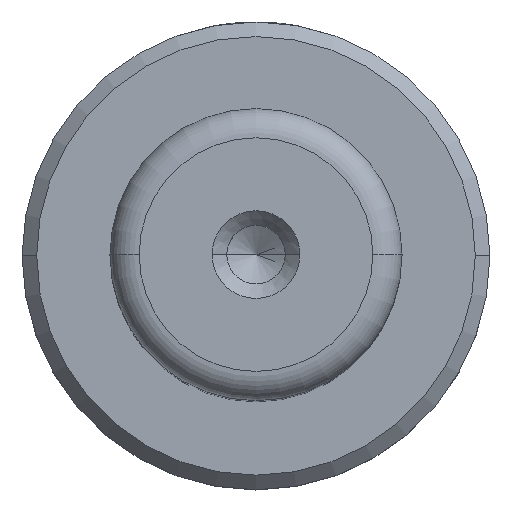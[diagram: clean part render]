
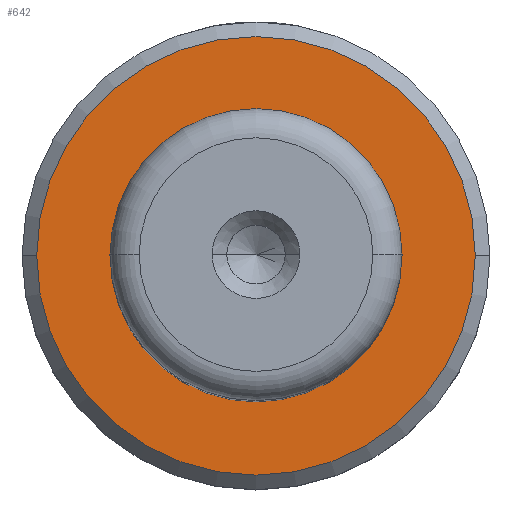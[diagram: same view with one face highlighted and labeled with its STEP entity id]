
A CAD part, top view. The second image highlights one B-rep face of the part: STEP entity #642.
In plain terms, the highlighted planar face has unit normal (0, 0, 1).
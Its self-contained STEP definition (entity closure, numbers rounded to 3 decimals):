
#49 = ORIENTED_EDGE ( 'NONE', *, *, #1424, .T. ) ;
#67 = FACE_BOUND ( 'NONE', #569, .T. ) ;
#103 = PLANE ( 'NONE',  #332 ) ;
#253 = DIRECTION ( 'NONE',  ( 0., 0., 1. ) ) ;
#287 = CARTESIAN_POINT ( 'NONE',  ( 0., 0., 13. ) ) ;
#320 = AXIS2_PLACEMENT_3D ( 'NONE', #1631, #680, #1795 ) ;
#332 = AXIS2_PLACEMENT_3D ( 'NONE', #1075, #921, #1544 ) ;
#340 = ORIENTED_EDGE ( 'NONE', *, *, #1475, .T. ) ;
#459 = DIRECTION ( 'NONE',  ( 1., 0., 0. ) ) ;
#484 = CARTESIAN_POINT ( 'NONE',  ( 0., 0., 13. ) ) ;
#524 = EDGE_LOOP ( 'NONE', ( #1937, #49 ) ) ;
#569 = EDGE_LOOP ( 'NONE', ( #340, #1882 ) ) ;
#609 = CIRCLE ( 'NONE', #320, 4.495 ) ;
#613 = EDGE_CURVE ( 'NONE', #1710, #830, #933, .T. ) ;
#642 = ADVANCED_FACE ( 'NONE', ( #1291, #67 ), #103, .T. ) ;
#648 = DIRECTION ( 'NONE',  ( -1., 0., 0. ) ) ;
#680 = DIRECTION ( 'NONE',  ( 0., 0., -1. ) ) ;
#715 = CARTESIAN_POINT ( 'NONE',  ( -7.5, 0., 13. ) ) ;
#786 = CIRCLE ( 'NONE', #1933, 4.495 ) ;
#830 = VERTEX_POINT ( 'NONE', #1747 ) ;
#895 = CIRCLE ( 'NONE', #1295, 7.5 ) ;
#921 = DIRECTION ( 'NONE',  ( 0., 0., 1. ) ) ;
#933 = CIRCLE ( 'NONE', #1980, 7.5 ) ;
#1075 = CARTESIAN_POINT ( 'NONE',  ( 0., 0., 13. ) ) ;
#1107 = VERTEX_POINT ( 'NONE', #1529 ) ;
#1221 = CARTESIAN_POINT ( 'NONE',  ( 0., 0., 13. ) ) ;
#1291 = FACE_OUTER_BOUND ( 'NONE', #524, .T. ) ;
#1295 = AXIS2_PLACEMENT_3D ( 'NONE', #287, #1429, #459 ) ;
#1314 = EDGE_CURVE ( 'NONE', #1565, #1107, #609, .T. ) ;
#1390 = DIRECTION ( 'NONE',  ( 1., 0., 0. ) ) ;
#1424 = EDGE_CURVE ( 'NONE', #830, #1710, #895, .T. ) ;
#1429 = DIRECTION ( 'NONE',  ( 0., 0., 1. ) ) ;
#1475 = EDGE_CURVE ( 'NONE', #1107, #1565, #786, .T. ) ;
#1529 = CARTESIAN_POINT ( 'NONE',  ( 4.495, 0., 13. ) ) ;
#1544 = DIRECTION ( 'NONE',  ( 1., 0., 0. ) ) ;
#1565 = VERTEX_POINT ( 'NONE', #1628 ) ;
#1606 = DIRECTION ( 'NONE',  ( 0., 0., -1. ) ) ;
#1628 = CARTESIAN_POINT ( 'NONE',  ( -4.495, 0., 13. ) ) ;
#1631 = CARTESIAN_POINT ( 'NONE',  ( 0., 0., 13. ) ) ;
#1710 = VERTEX_POINT ( 'NONE', #715 ) ;
#1747 = CARTESIAN_POINT ( 'NONE',  ( 7.5, 0., 13. ) ) ;
#1795 = DIRECTION ( 'NONE',  ( -1., 0., 0. ) ) ;
#1882 = ORIENTED_EDGE ( 'NONE', *, *, #1314, .T. ) ;
#1933 = AXIS2_PLACEMENT_3D ( 'NONE', #484, #1606, #648 ) ;
#1937 = ORIENTED_EDGE ( 'NONE', *, *, #613, .T. ) ;
#1980 = AXIS2_PLACEMENT_3D ( 'NONE', #1221, #253, #1390 ) ;
